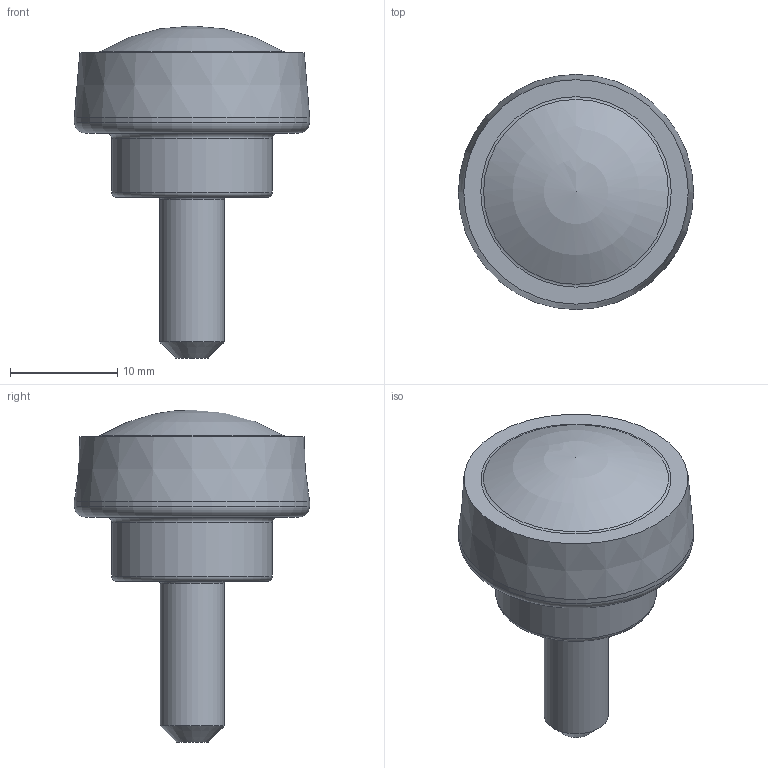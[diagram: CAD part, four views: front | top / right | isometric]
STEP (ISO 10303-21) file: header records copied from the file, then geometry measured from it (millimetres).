
FILE_DESCRIPTION( ( 'Unknown' ), '1' );
FILE_NAME( '6127025_VPZ22_M06x15.stp', 'Unknown', ( 'Unknown' ), ( 'Unknown' ), 'PSStep 11.0', 'Unknown', ' ' );
FILE_SCHEMA( ( 'AUTOMOTIVE_DESIGN { 1 0 10303 214 1 1 1 1 }' ) );
Length unit declared in the file: millimetre
Products named in the file (1): 6127025
Bounding box: 21.96 x 21.96 x 31 mm (x, y, z)
Volume: 4486.6 mm3; surface area: 1817.4 mm2
Topology: 1 solids, 2 shells, 18 faces, 33 edges, 20 vertices
Faces by surface type: torus 5, plane 5, cylinder 4, cone 3, sphere 1
Full cylindrical faces by diameter (mm): 6 x2, 15 x1, 21.96 x1
Entity records: 516 total; most frequent: DIRECTION 72, CARTESIAN_POINT 53, AXIS2_PLACEMENT_3D 36, EDGE_LOOP 34, ORIENTED_EDGE 34, FACE_OUTER_BOUND 27, STYLED_ITEM 18, PRESENTATION_STYLE_ASSIGNMENT 18
